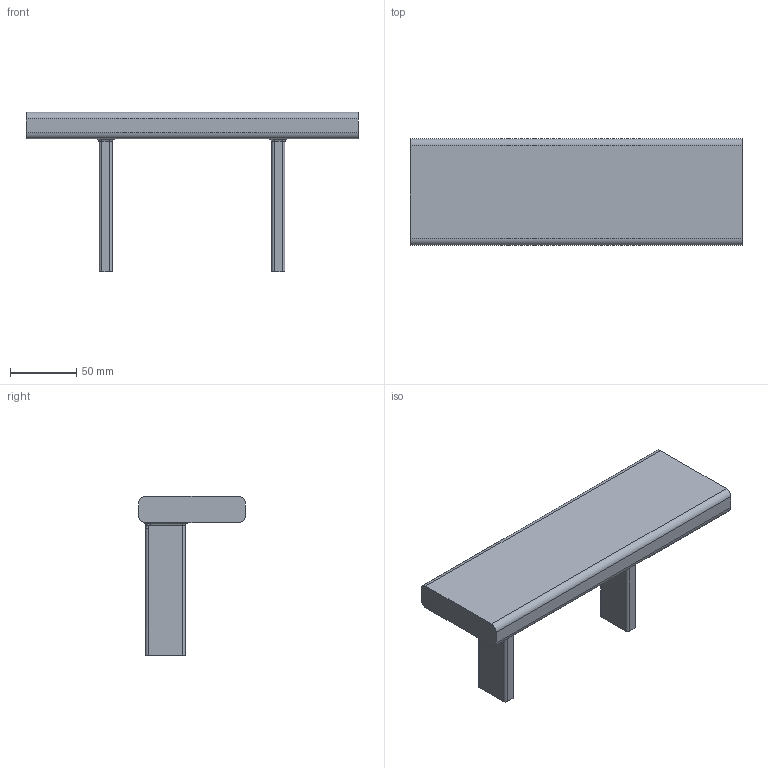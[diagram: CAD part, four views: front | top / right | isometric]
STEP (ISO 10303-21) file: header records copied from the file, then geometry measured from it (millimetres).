
FILE_DESCRIPTION(/* description */ (''),/* implementation_level */ '2;1');
FILE_NAME(/* name */ 'railing_fragment.stp',/* time_stamp */ '2019-07-07T12:58:09-07:00',/* author */ ('ZEUSLAP'),/* organization */ (''),/* preprocessor_version */ 'ST-DEVELOPER v16.13',/* originating_system */ 'Autodesk Inventor 2018',/* authorisation */ '');
FILE_SCHEMA (('AUTOMOTIVE_DESIGN { 1 0 10303 214 3 1 1 }'));
Length unit declared in the file: millimetre
Products named in the file (1): railing_fragment
Bounding box: 250 x 80 x 120 mm (x, y, z)
Volume: 454073.3 mm3; surface area: 66203.5 mm2
Topology: 1 solids, 1 shells, 64 faces, 166 edges, 104 vertices
Faces by surface type: bspline 24, cylinder 20, plane 16, torus 4
Entity records: 7386 total; most frequent: CARTESIAN_POINT 5841, ORIENTED_EDGE 332, DIRECTION 252, EDGE_CURVE 166, VERTEX_POINT 104, AXIS2_PLACEMENT_3D 97, STYLED_ITEM 65, FACE_OUTER_BOUND 64
